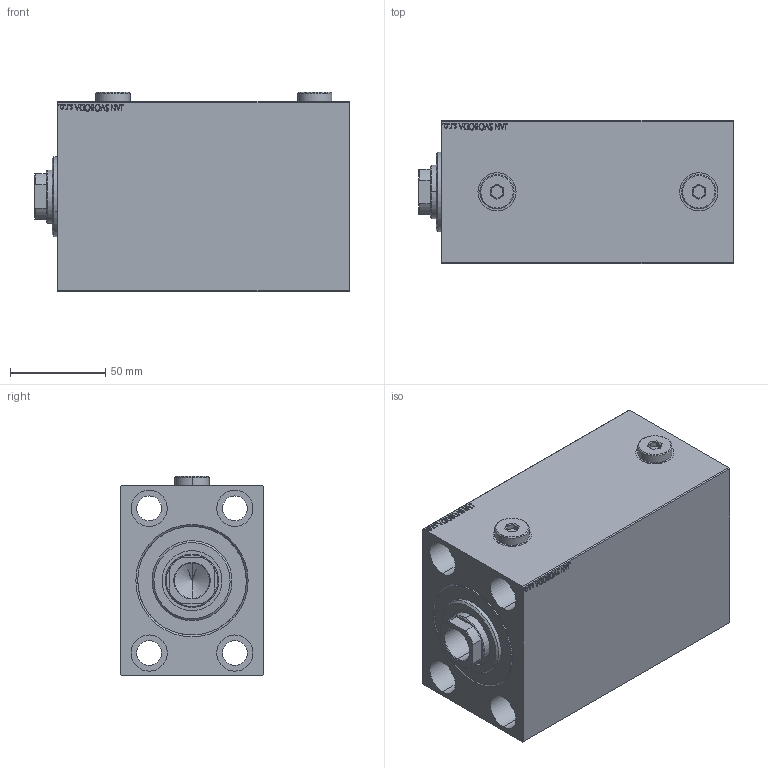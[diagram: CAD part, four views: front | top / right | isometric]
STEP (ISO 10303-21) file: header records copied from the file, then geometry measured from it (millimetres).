
FILE_DESCRIPTION (( 'STEP AP203' ), '1' );
FILE_NAME ('2e9b.STEP', '2023-10-18T15:06:24', ( '' ), ( '' ), 'SwSTEP 2.0', 'SolidWorks 2019', '' );
FILE_SCHEMA (( 'CONFIG_CONTROL_DESIGN' ));
Length unit declared in the file: millimetre
Products named in the file (5): V450CM_C_VCP 44dd3b74cfc373b8a04c4cd62970635f; V450CM_C_Body 44dd3b74cfc373b8a04c4cd62970635f; Zatka_OIL_PORT 44dd3b74cfc373b8a04c4cd62970635f; 2e9b; V450CM_VC_B 44dd3b74cfc373b8a04c4cd62970635f
Assembly tree (5 placements, depth 2):
  2e9b
    V450CM_C_Body 44dd3b74cfc373b8a04c4cd62970635f
    V450CM_C_VCP 44dd3b74cfc373b8a04c4cd62970635f
    V450CM_VC_B 44dd3b74cfc373b8a04c4cd62970635f
    Zatka_OIL_PORT 44dd3b74cfc373b8a04c4cd62970635f  x2
Bounding box: 165 x 75 x 104.9 mm (x, y, z)
Volume: 938360 mm3; surface area: 150180.5 mm2
Topology: 5 solids, 5 shells, 919 faces, 2334 edges, 1541 vertices
Faces by surface type: plane 443, bspline 380, cylinder 78, cone 18
Entity records: 45349 total; most frequent: CARTESIAN_POINT 25473, ORIENTED_EDGE 4584, DIRECTION 2734, EDGE_CURVE 2292, VERTEX_POINT 1517, VECTOR 1354, LINE 1354, EDGE_LOOP 1035
